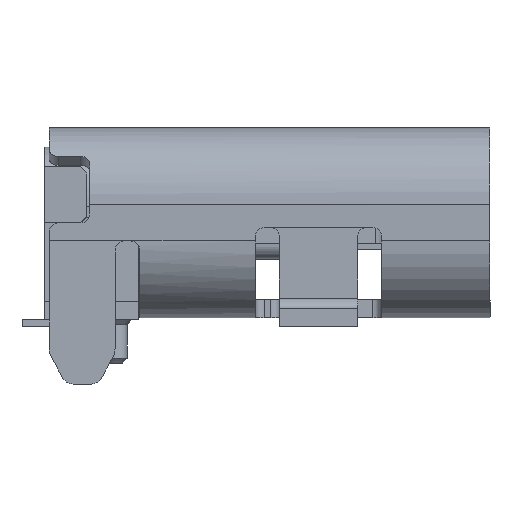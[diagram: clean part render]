
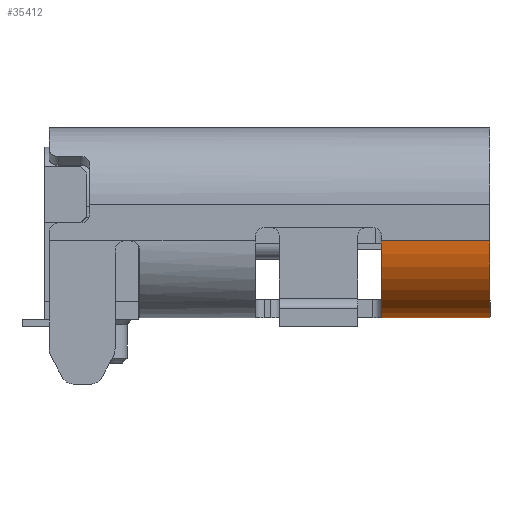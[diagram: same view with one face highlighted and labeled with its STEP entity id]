
A CAD part, left-side view. The second image highlights one B-rep face of the part: STEP entity #35412.
In plain terms, the highlighted cylindrical face has radius 1.28 mm (diameter 2.56 mm), a partial arc.
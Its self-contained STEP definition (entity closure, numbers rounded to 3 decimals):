
#32377 = PLANE('',#32378);
#32378 = AXIS2_PLACEMENT_3D('',#32379,#32380,#32381);
#32379 = CARTESIAN_POINT('',(-4.47,-1.875,0.15));
#32380 = DIRECTION('',(0.,1.,0.));
#32381 = DIRECTION('',(1.,0.,0.));
#33193 = VERTEX_POINT('',#33194);
#33194 = CARTESIAN_POINT('',(-3.19,-1.875,0.15));
#33210 = PLANE('',#33211);
#33211 = AXIS2_PLACEMENT_3D('',#33212,#33213,#33214);
#33212 = CARTESIAN_POINT('',(-3.19,-3.675,0.15));
#33213 = DIRECTION('',(0.,0.,-1.));
#33214 = DIRECTION('',(1.,0.,0.));
#33222 = EDGE_CURVE('',#33223,#33193,#33225,.T.);
#33223 = VERTEX_POINT('',#33224);
#33224 = CARTESIAN_POINT('',(-4.47,-1.875,1.43));
#33225 = SURFACE_CURVE('',#33226,(#33231,#33242),.PCURVE_S1.);
#33226 = CIRCLE('',#33227,1.28);
#33227 = AXIS2_PLACEMENT_3D('',#33228,#33229,#33230);
#33228 = CARTESIAN_POINT('',(-3.19,-1.875,1.43));
#33229 = DIRECTION('',(0.,-1.,0.));
#33230 = DIRECTION('',(1.,0.,0.));
#33231 = PCURVE('',#32377,#33232);
#33232 = DEFINITIONAL_REPRESENTATION('',(#33233),#33241);
#33233 = ( BOUNDED_CURVE() B_SPLINE_CURVE(2,(#33234,#33235,#33236,#33237
    ,#33238,#33239,#33240),.UNSPECIFIED.,.T.,.F.) 
B_SPLINE_CURVE_WITH_KNOTS((1,2,2,2,2,1),(-2.094,0.,
    2.094,4.189,6.283,8.378),
.UNSPECIFIED.) CURVE() GEOMETRIC_REPRESENTATION_ITEM() 
RATIONAL_B_SPLINE_CURVE((1.,0.5,1.,0.5,1.,0.5,1.)) REPRESENTATION_ITEM(
  '') );
#33234 = CARTESIAN_POINT('',(2.56,-1.28));
#33235 = CARTESIAN_POINT('',(2.56,-3.497));
#33236 = CARTESIAN_POINT('',(0.64,-2.389));
#33237 = CARTESIAN_POINT('',(-1.28,-1.28));
#33238 = CARTESIAN_POINT('',(0.64,-0.171));
#33239 = CARTESIAN_POINT('',(2.56,0.937));
#33240 = CARTESIAN_POINT('',(2.56,-1.28));
#33241 = ( GEOMETRIC_REPRESENTATION_CONTEXT(2) 
PARAMETRIC_REPRESENTATION_CONTEXT() REPRESENTATION_CONTEXT('2D SPACE',''
  ) );
#33242 = PCURVE('',#33243,#33248);
#33243 = CYLINDRICAL_SURFACE('',#33244,1.28);
#33244 = AXIS2_PLACEMENT_3D('',#33245,#33246,#33247);
#33245 = CARTESIAN_POINT('',(-3.19,-3.675,1.43));
#33246 = DIRECTION('',(0.,-1.,0.));
#33247 = DIRECTION('',(1.,0.,0.));
#33248 = DEFINITIONAL_REPRESENTATION('',(#33249),#33253);
#33249 = LINE('',#33250,#33251);
#33250 = CARTESIAN_POINT('',(0.,-1.8));
#33251 = VECTOR('',#33252,1.);
#33252 = DIRECTION('',(1.,0.));
#33253 = ( GEOMETRIC_REPRESENTATION_CONTEXT(2) 
PARAMETRIC_REPRESENTATION_CONTEXT() REPRESENTATION_CONTEXT('2D SPACE',''
  ) );
#33271 = PLANE('',#33272);
#33272 = AXIS2_PLACEMENT_3D('',#33273,#33274,#33275);
#33273 = CARTESIAN_POINT('',(-4.47,-3.675,2.03));
#33274 = DIRECTION('',(-1.,0.,0.));
#33275 = DIRECTION('',(-0.,0.,-1.));
#33506 = PLANE('',#33507);
#33507 = AXIS2_PLACEMENT_3D('',#33508,#33509,#33510);
#33508 = CARTESIAN_POINT('',(-2.454,-3.675,1.73));
#33509 = DIRECTION('',(0.,1.,0.));
#33510 = DIRECTION('',(0.,0.,1.));
#35222 = VERTEX_POINT('',#35223);
#35223 = CARTESIAN_POINT('',(-3.19,-3.675,0.15));
#35244 = EDGE_CURVE('',#35222,#33193,#35245,.T.);
#35245 = SURFACE_CURVE('',#35246,(#35250,#35257),.PCURVE_S1.);
#35246 = LINE('',#35247,#35248);
#35247 = CARTESIAN_POINT('',(-3.19,-3.675,0.15));
#35248 = VECTOR('',#35249,1.);
#35249 = DIRECTION('',(0.,1.,0.));
#35250 = PCURVE('',#33210,#35251);
#35251 = DEFINITIONAL_REPRESENTATION('',(#35252),#35256);
#35252 = LINE('',#35253,#35254);
#35253 = CARTESIAN_POINT('',(0.,0.));
#35254 = VECTOR('',#35255,1.);
#35255 = DIRECTION('',(0.,-1.));
#35256 = ( GEOMETRIC_REPRESENTATION_CONTEXT(2) 
PARAMETRIC_REPRESENTATION_CONTEXT() REPRESENTATION_CONTEXT('2D SPACE',''
  ) );
#35257 = PCURVE('',#33243,#35258);
#35258 = DEFINITIONAL_REPRESENTATION('',(#35259),#35263);
#35259 = LINE('',#35260,#35261);
#35260 = CARTESIAN_POINT('',(4.712,0.));
#35261 = VECTOR('',#35262,1.);
#35262 = DIRECTION('',(0.,-1.));
#35263 = ( GEOMETRIC_REPRESENTATION_CONTEXT(2) 
PARAMETRIC_REPRESENTATION_CONTEXT() REPRESENTATION_CONTEXT('2D SPACE',''
  ) );
#35412 = ADVANCED_FACE('',(#35413),#33243,.T.);
#35413 = FACE_BOUND('',#35414,.T.);
#35414 = EDGE_LOOP('',(#35415,#35443,#35464,#35465));
#35415 = ORIENTED_EDGE('',*,*,#35416,.F.);
#35416 = EDGE_CURVE('',#35417,#35222,#35419,.T.);
#35417 = VERTEX_POINT('',#35418);
#35418 = CARTESIAN_POINT('',(-4.47,-3.675,1.43));
#35419 = SURFACE_CURVE('',#35420,(#35425,#35432),.PCURVE_S1.);
#35420 = CIRCLE('',#35421,1.28);
#35421 = AXIS2_PLACEMENT_3D('',#35422,#35423,#35424);
#35422 = CARTESIAN_POINT('',(-3.19,-3.675,1.43));
#35423 = DIRECTION('',(0.,-1.,0.));
#35424 = DIRECTION('',(1.,0.,0.));
#35425 = PCURVE('',#33243,#35426);
#35426 = DEFINITIONAL_REPRESENTATION('',(#35427),#35431);
#35427 = LINE('',#35428,#35429);
#35428 = CARTESIAN_POINT('',(0.,0.));
#35429 = VECTOR('',#35430,1.);
#35430 = DIRECTION('',(1.,0.));
#35431 = ( GEOMETRIC_REPRESENTATION_CONTEXT(2) 
PARAMETRIC_REPRESENTATION_CONTEXT() REPRESENTATION_CONTEXT('2D SPACE',''
  ) );
#35432 = PCURVE('',#33506,#35433);
#35433 = DEFINITIONAL_REPRESENTATION('',(#35434),#35442);
#35434 = ( BOUNDED_CURVE() B_SPLINE_CURVE(2,(#35435,#35436,#35437,#35438
    ,#35439,#35440,#35441),.UNSPECIFIED.,.T.,.F.) 
B_SPLINE_CURVE_WITH_KNOTS((1,2,2,2,2,1),(-2.094,0.,
    2.094,4.189,6.283,8.378),
.UNSPECIFIED.) CURVE() GEOMETRIC_REPRESENTATION_ITEM() 
RATIONAL_B_SPLINE_CURVE((1.,0.5,1.,0.5,1.,0.5,1.)) REPRESENTATION_ITEM(
  '') );
#35435 = CARTESIAN_POINT('',(-0.3,0.544));
#35436 = CARTESIAN_POINT('',(1.917,0.544));
#35437 = CARTESIAN_POINT('',(0.809,-1.376));
#35438 = CARTESIAN_POINT('',(-0.3,-3.296));
#35439 = CARTESIAN_POINT('',(-1.409,-1.376));
#35440 = CARTESIAN_POINT('',(-2.517,0.544));
#35441 = CARTESIAN_POINT('',(-0.3,0.544));
#35442 = ( GEOMETRIC_REPRESENTATION_CONTEXT(2) 
PARAMETRIC_REPRESENTATION_CONTEXT() REPRESENTATION_CONTEXT('2D SPACE',''
  ) );
#35443 = ORIENTED_EDGE('',*,*,#35444,.T.);
#35444 = EDGE_CURVE('',#35417,#33223,#35445,.T.);
#35445 = SURFACE_CURVE('',#35446,(#35450,#35457),.PCURVE_S1.);
#35446 = LINE('',#35447,#35448);
#35447 = CARTESIAN_POINT('',(-4.47,-3.675,1.43));
#35448 = VECTOR('',#35449,1.);
#35449 = DIRECTION('',(0.,1.,0.));
#35450 = PCURVE('',#33243,#35451);
#35451 = DEFINITIONAL_REPRESENTATION('',(#35452),#35456);
#35452 = LINE('',#35453,#35454);
#35453 = CARTESIAN_POINT('',(3.142,0.));
#35454 = VECTOR('',#35455,1.);
#35455 = DIRECTION('',(0.,-1.));
#35456 = ( GEOMETRIC_REPRESENTATION_CONTEXT(2) 
PARAMETRIC_REPRESENTATION_CONTEXT() REPRESENTATION_CONTEXT('2D SPACE',''
  ) );
#35457 = PCURVE('',#33271,#35458);
#35458 = DEFINITIONAL_REPRESENTATION('',(#35459),#35463);
#35459 = LINE('',#35460,#35461);
#35460 = CARTESIAN_POINT('',(0.6,0.));
#35461 = VECTOR('',#35462,1.);
#35462 = DIRECTION('',(0.,-1.));
#35463 = ( GEOMETRIC_REPRESENTATION_CONTEXT(2) 
PARAMETRIC_REPRESENTATION_CONTEXT() REPRESENTATION_CONTEXT('2D SPACE',''
  ) );
#35464 = ORIENTED_EDGE('',*,*,#33222,.T.);
#35465 = ORIENTED_EDGE('',*,*,#35244,.F.);
